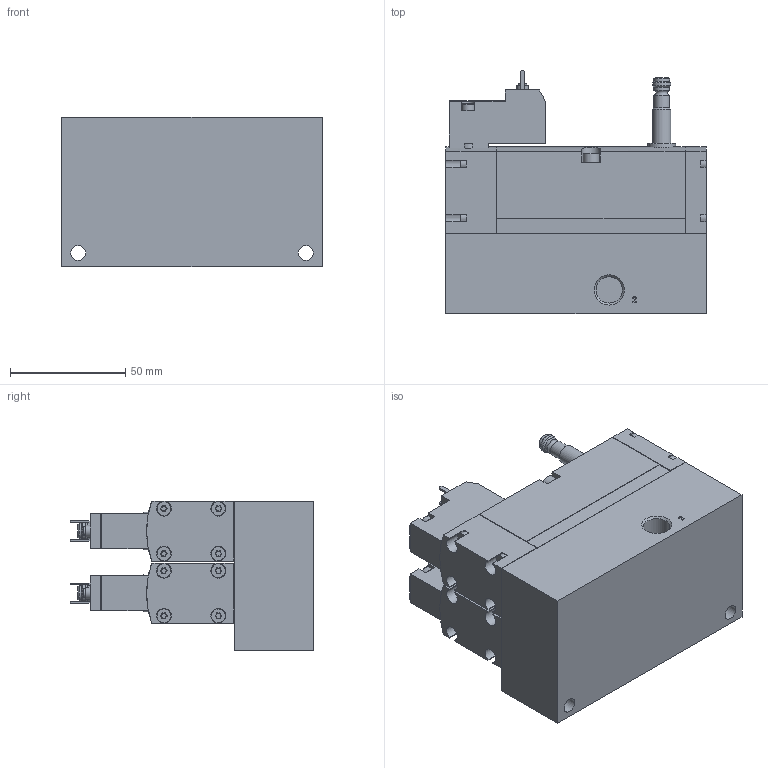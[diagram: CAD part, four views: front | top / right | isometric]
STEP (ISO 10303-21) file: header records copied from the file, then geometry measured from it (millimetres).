
FILE_DESCRIPTION(/* description */ ('STEP AP214'),/* implementation_level */ '2;1');
FILE_NAME(/* name */ '574012_VOFA-L26-T32C-M-G14-1C1-ANP',/* time_stamp */ '2024-09-17T01:20:57+02:00',/* author */ ('License CC BY-ND 4.0'),/* organization */ ('CADENAS'),/* preprocessor_version */ 'ST-DEVELOPER v19.3',/* originating_system */ 'PARTsolutions',/* authorisation */ ' ');
FILE_SCHEMA (('AUTOMOTIVE_DESIGN {1 0 10303 214 3 1 1}'));
Length unit declared in the file: millimetre
Products named in the file (3): 574012 VOFA-L26-T32C-M-G14-1C1-ANP; 2441352 VABS-D1-26S-G14; 748021 VSVA-M52-A1-1C1-ANP-ET
Assembly tree (3 placements, depth 2):
  574012 VOFA-L26-T32C-M-G14-1C1-ANP
    2441352 VABS-D1-26S-G14
    748021 VSVA-M52-A1-1C1-ANP-ET  x2
Bounding box: 113.1 x 105.8 x 65 mm (x, y, z)
Volume: 488017.2 mm3; surface area: 80907 mm2
Topology: 3 solids, 3 shells, 805 faces, 1998 edges, 1313 vertices
Faces by surface type: plane 403, cylinder 355, cone 41, torus 6
Full cylindrical faces by diameter (mm): 1.2 x4, 1.8 x4, 2.013 x2, 3 x4, 3.242 x4, 3.3 x4, 3.4 x2, 3.8 x2, 4 x4, 4.5 x4, 5 x2, 5.5 x4, 6 x16, 6.5 x18, 6.773 x6, 7 x4, 7.7 x2, 8 x4, 11.445 x3, 12 x2, 13 x2
Entity records: 15468 total; most frequent: CARTESIAN_POINT 2314, DIRECTION 2310, ORIENTED_EDGE 2004, EDGE_CURVE 1002, AXIS2_PLACEMENT_3D 877, VERTEX_POINT 718, FACE_BOUND 628, EDGE_LOOP 624
